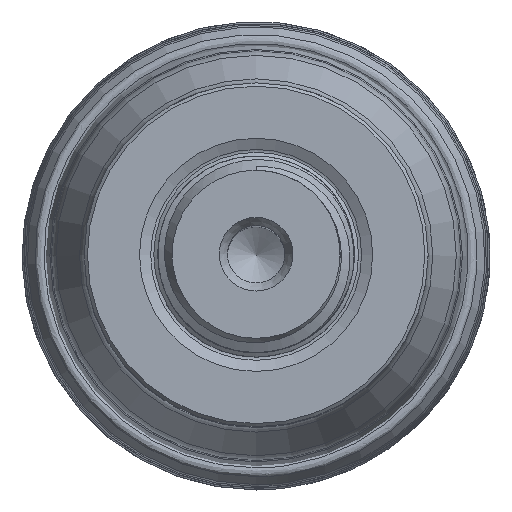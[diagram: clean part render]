
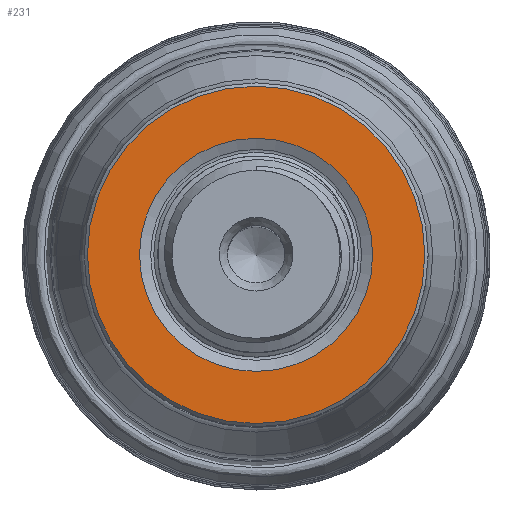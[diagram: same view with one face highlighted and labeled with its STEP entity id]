
A CAD part, top view. The second image highlights one B-rep face of the part: STEP entity #231.
In plain terms, the highlighted planar face has unit normal (0, 0, 1).
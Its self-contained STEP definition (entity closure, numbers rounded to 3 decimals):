
#199=PLANE('',#1095);
#231=ADVANCED_FACE('',(#375,#376),#199,.F.);
#375=FACE_BOUND('',#479,.T.);
#376=FACE_BOUND('',#480,.T.);
#479=EDGE_LOOP('',(#624));
#480=EDGE_LOOP('',(#625));
#624=ORIENTED_EDGE('',*,*,#878,.T.);
#625=ORIENTED_EDGE('',*,*,#877,.F.);
#793=VERTEX_POINT('',#2160);
#794=VERTEX_POINT('',#2163);
#877=EDGE_CURVE('',#793,#793,#953,.T.);
#878=EDGE_CURVE('',#794,#794,#954,.T.);
#953=CIRCLE('',#1092,7.116);
#954=CIRCLE('',#1094,10.3);
#1092=AXIS2_PLACEMENT_3D('',#2159,#1257,#1258);
#1094=AXIS2_PLACEMENT_3D('',#2162,#1261,#1262);
#1095=AXIS2_PLACEMENT_3D('',#2164,#1263,#1264);
#1257=DIRECTION('',(0.,0.,1.));
#1258=DIRECTION('',(0.,1.,0.));
#1261=DIRECTION('',(0.,0.,1.));
#1262=DIRECTION('',(0.,-1.,0.));
#1263=DIRECTION('',(0.,0.,-1.));
#1264=DIRECTION('',(0.,-1.,0.));
#2159=CARTESIAN_POINT('',(0.,0.,38.1));
#2160=CARTESIAN_POINT('',(0.,7.116,38.1));
#2162=CARTESIAN_POINT('',(0.,0.,38.1));
#2163=CARTESIAN_POINT('',(0.,-10.3,38.1));
#2164=CARTESIAN_POINT('',(10.5,0.,38.1));
